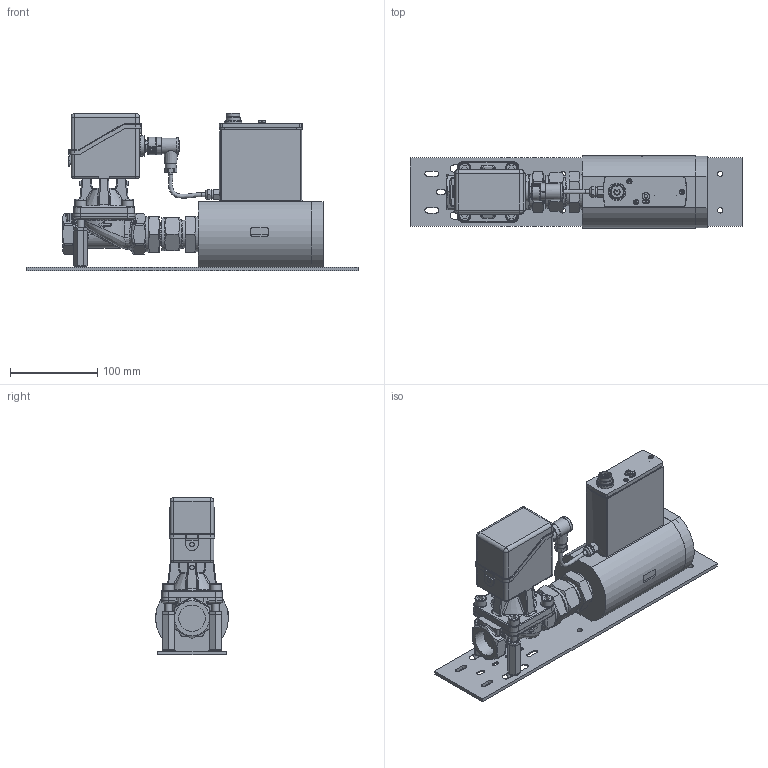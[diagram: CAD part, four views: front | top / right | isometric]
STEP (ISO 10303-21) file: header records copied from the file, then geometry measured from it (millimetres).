
FILE_DESCRIPTION(/* description */ (''),/* implementation_level */ '2;1');
FILE_NAME(/* name */ 'D-6483_BJ1Inch-Ann-00.stp',/* time_stamp */ '2024-02-20T09:51:40+01:00',/* author */ ('M-Huiskes'),/* organization */ (''),/* preprocessor_version */ 'ST-DEVELOPER v18.1',/* originating_system */ 'Autodesk Inventor 2021',/* authorisation */ '');
FILE_SCHEMA (('AUTOMOTIVE_DESIGN { 1 0 10303 214 3 1 1 }'));
Length unit declared in the file: millimetre
Products named in the file (1): Part2
Bounding box: 380 x 83.02 x 179.7 mm (x, y, z)
Volume: 1758837 mm3; surface area: 223626.3 mm2
Topology: 6 solids, 35 shells, 1741 faces, 4329 edges, 2678 vertices
Faces by surface type: plane 692, cylinder 465, bspline 298, cone 158, torus 87, sphere 41
Full cylindrical faces by diameter (mm): 1 x8, 2.013 x2, 2.459 x4, 2.5 x1, 2.88 x2, 3 x6, 3.1 x2, 3.4 x4, 3.75 x2, 4 x2, 4.459 x2, 4.5 x2, 4.509 x2, 5 x1, 5.1 x1, 5.4 x1, 5.5 x5, 6 x13, 6.2 x6, 6.647 x2, 6.7 x1, 7.233 x2, 8 x6, 8.3 x1, 8.4 x2, 9.3 x2, 9.8 x1, 10 x6, 10.5 x6, 12.05 x1
Entity records: 65245 total; most frequent: CARTESIAN_POINT 24362, ORIENTED_EDGE 8488, DIRECTION 7736, EDGE_CURVE 4244, AXIS2_PLACEMENT_3D 2974, VERTEX_POINT 2680, EDGE_LOOP 1932, LINE 1788
